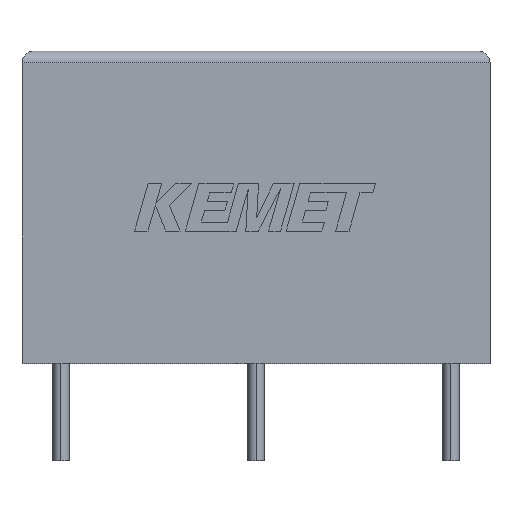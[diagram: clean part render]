
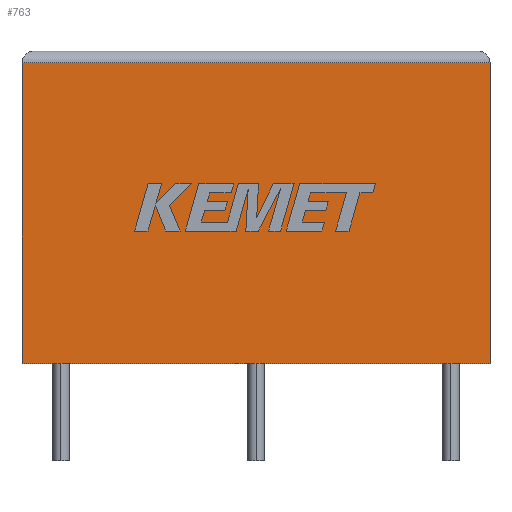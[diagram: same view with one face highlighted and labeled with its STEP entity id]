
A CAD part, top view. The second image highlights one B-rep face of the part: STEP entity #763.
In plain terms, the highlighted planar face has unit normal (0, 0, 1).
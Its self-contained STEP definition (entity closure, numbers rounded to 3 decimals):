
#33 = CARTESIAN_POINT ( 'NONE',  ( 0., 15.4, 12.5 ) ) ;
#87 = PLANE ( 'NONE',  #2549 ) ;
#183 = DIRECTION ( 'NONE',  ( 0., -1., 0. ) ) ;
#190 = CARTESIAN_POINT ( 'NONE',  ( 24., 0., 12.5 ) ) ;
#197 = EDGE_LOOP ( 'NONE', ( #2305, #996, #1533, #360 ) ) ;
#268 = DIRECTION ( 'NONE',  ( 0., 0., -1. ) ) ;
#289 = VERTEX_POINT ( 'NONE', #2300 ) ;
#360 = ORIENTED_EDGE ( 'NONE', *, *, #2581, .T. ) ;
#413 = DIRECTION ( 'NONE',  ( 0., 1., 0. ) ) ;
#478 = CARTESIAN_POINT ( 'NONE',  ( 0., 0., 12.5 ) ) ;
#713 = VERTEX_POINT ( 'NONE', #1471 ) ;
#763 = ADVANCED_FACE ( 'NONE', ( #1907 ), #87, .F. ) ;
#789 = CARTESIAN_POINT ( 'NONE',  ( 0., 0., 12.5 ) ) ;
#990 = DIRECTION ( 'NONE',  ( -1., 0., 0. ) ) ;
#996 = ORIENTED_EDGE ( 'NONE', *, *, #2313, .T. ) ;
#1250 = EDGE_CURVE ( 'NONE', #1309, #289, #1693, .T. ) ;
#1257 = VERTEX_POINT ( 'NONE', #190 ) ;
#1277 = DIRECTION ( 'NONE',  ( 1., 0., 0. ) ) ;
#1279 = VECTOR ( 'NONE', #990, 1000. ) ;
#1290 = EDGE_CURVE ( 'NONE', #1257, #713, #1746, .T. ) ;
#1309 = VERTEX_POINT ( 'NONE', #33 ) ;
#1471 = CARTESIAN_POINT ( 'NONE',  ( 24., 15.4, 12.5 ) ) ;
#1486 = DIRECTION ( 'NONE',  ( -1., 0., 0. ) ) ;
#1512 = LINE ( 'NONE', #478, #1984 ) ;
#1533 = ORIENTED_EDGE ( 'NONE', *, *, #1250, .T. ) ;
#1620 = VECTOR ( 'NONE', #183, 1000. ) ;
#1693 = LINE ( 'NONE', #789, #1620 ) ;
#1704 = CARTESIAN_POINT ( 'NONE',  ( 0., 0., 12.5 ) ) ;
#1736 = LINE ( 'NONE', #2567, #1279 ) ;
#1746 = LINE ( 'NONE', #1800, #2027 ) ;
#1800 = CARTESIAN_POINT ( 'NONE',  ( 24., 0., 12.5 ) ) ;
#1907 = FACE_OUTER_BOUND ( 'NONE', #197, .T. ) ;
#1984 = VECTOR ( 'NONE', #1277, 1000. ) ;
#2027 = VECTOR ( 'NONE', #413, 1000. ) ;
#2300 = CARTESIAN_POINT ( 'NONE',  ( 0., 0., 12.5 ) ) ;
#2305 = ORIENTED_EDGE ( 'NONE', *, *, #1290, .T. ) ;
#2313 = EDGE_CURVE ( 'NONE', #713, #1309, #1736, .T. ) ;
#2549 = AXIS2_PLACEMENT_3D ( 'NONE', #1704, #268, #1486 ) ;
#2567 = CARTESIAN_POINT ( 'NONE',  ( 0., 15.4, 12.5 ) ) ;
#2581 = EDGE_CURVE ( 'NONE', #289, #1257, #1512, .T. ) ;
